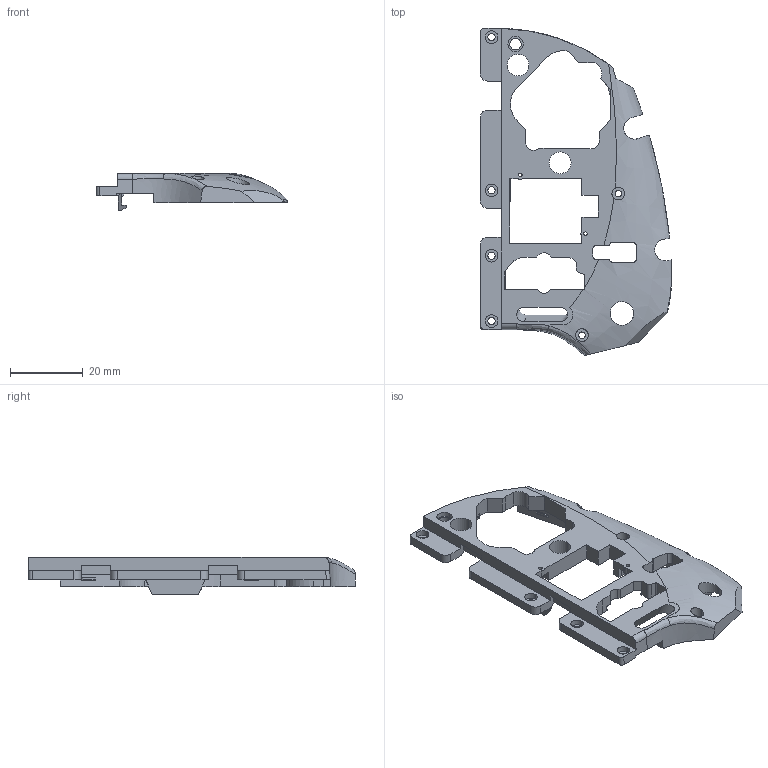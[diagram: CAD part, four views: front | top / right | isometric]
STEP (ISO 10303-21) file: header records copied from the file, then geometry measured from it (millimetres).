
FILE_DESCRIPTION (( 'STEP AP203' ), '1' );
FILE_NAME ('Button Cover Right REF2003.STEP', '2025-11-29T16:59:53', ( '' ), ( '' ), 'SwSTEP 2.0', 'SolidWorks 2025', '' );
FILE_SCHEMA (( 'CONFIG_CONTROL_DESIGN' ));
Length unit declared in the file: millimetre
Products named in the file (1): Button Cover Right REF2003
Bounding box: 52.71 x 90.1 x 10.2 mm (x, y, z)
Volume: 9946.1 mm3; surface area: 8805.5 mm2
Topology: 1 solids, 1 shells, 262 faces, 763 edges, 505 vertices
Faces by surface type: plane 150, cylinder 99, bspline 13
Entity records: 14805 total; most frequent: CARTESIAN_POINT 7735, ORIENTED_EDGE 1526, DIRECTION 1386, EDGE_CURVE 763, VERTEX_POINT 505, VECTOR 490, LINE 490, AXIS2_PLACEMENT_3D 448
